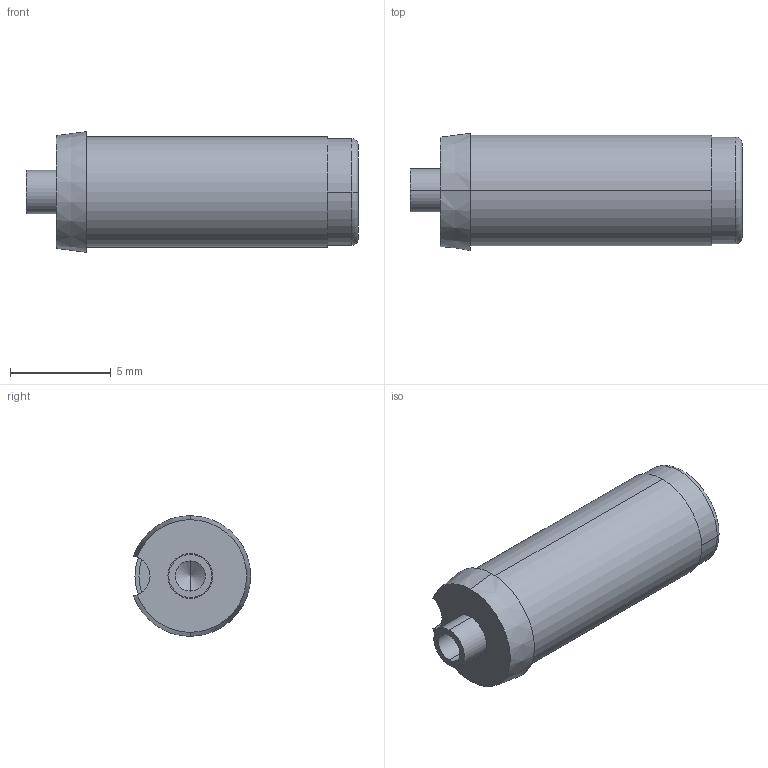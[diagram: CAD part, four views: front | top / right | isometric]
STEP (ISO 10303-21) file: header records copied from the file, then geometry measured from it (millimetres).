
FILE_DESCRIPTION (( 'STEP AP203' ), '1' );
FILE_NAME ('053-0383R_revA3.step', '2016-12-15T23:47:31', ( '' ), ( '' ), 'SwSTEP 2.0', 'SolidWorks 2015', '' );
FILE_SCHEMA (( 'CONFIG_CONTROL_DESIGN' ));
Length unit declared in the file: millimetre
Products named in the file (4): 053-0383R_revA3; 50-00383 insulator; 50-00383 shell; 50-00383 conductors
Assembly tree (3 placements, depth 2):
  053-0383R_revA3
    50-00383 conductors
    50-00383 insulator
    50-00383 shell
Bounding box: 16.5 x 5.83 x 6 mm (x, y, z)
Volume: 317.6 mm3; surface area: 1066.8 mm2
Topology: 3 solids, 3 shells, 62 faces, 128 edges, 77 vertices
Faces by surface type: cylinder 29, plane 14, cone 13, torus 6
Entity records: 2070 total; most frequent: DIRECTION 344, CARTESIAN_POINT 277, ORIENTED_EDGE 252, AXIS2_PLACEMENT_3D 152, EDGE_CURVE 126, CIRCLE 84, VERTEX_POINT 77, EDGE_LOOP 73
